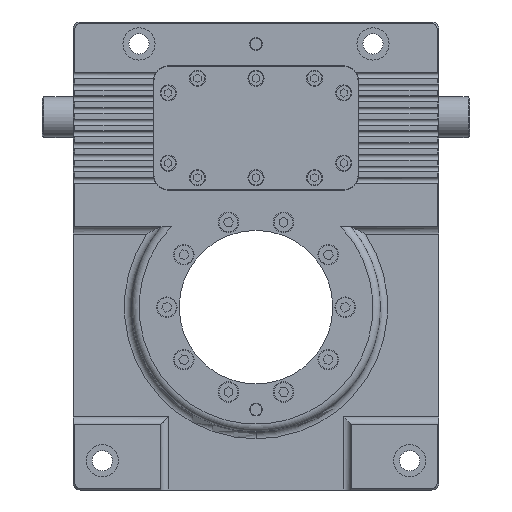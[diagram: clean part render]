
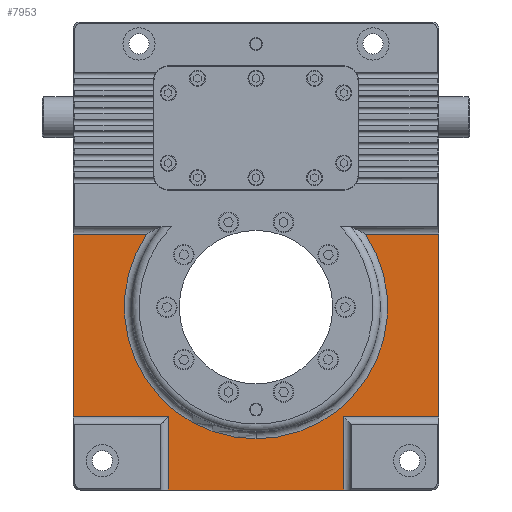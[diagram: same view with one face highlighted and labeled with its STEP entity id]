
A CAD part, front view. The second image highlights one B-rep face of the part: STEP entity #7953.
In plain terms, the highlighted planar face has unit normal (0, -1, 0).
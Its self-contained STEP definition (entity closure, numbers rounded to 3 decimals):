
#35 = VECTOR ( 'NONE', #41891, 1000. ) ;
#2091 = LINE ( 'NONE', #43261, #19943 ) ;
#2777 = AXIS2_PLACEMENT_3D ( 'NONE', #43465, #43008, #21678 ) ;
#3628 = FACE_OUTER_BOUND ( 'NONE', #10477, .T. ) ;
#4378 = ORIENTED_EDGE ( 'NONE', *, *, #12700, .T. ) ;
#5049 = LINE ( 'NONE', #13142, #33544 ) ;
#5074 = DIRECTION ( 'NONE',  ( 0., 0., -1. ) ) ;
#5464 = VECTOR ( 'NONE', #5074, 1000. ) ;
#6066 = VECTOR ( 'NONE', #35867, 1000. ) ;
#6284 = VERTEX_POINT ( 'NONE', #16769 ) ;
#7777 = PLANE ( 'NONE',  #2777 ) ;
#7855 = DIRECTION ( 'NONE',  ( 0., 0., -1. ) ) ;
#7953 = ADVANCED_FACE ( 'NONE', ( #3628 ), #7777, .T. ) ;
#9162 = AXIS2_PLACEMENT_3D ( 'NONE', #14866, #43400, #29257 ) ;
#9569 = LINE ( 'NONE', #30835, #35 ) ;
#9761 = ORIENTED_EDGE ( 'NONE', *, *, #41124, .T. ) ;
#10271 = LINE ( 'NONE', #17280, #18612 ) ;
#10368 = VERTEX_POINT ( 'NONE', #31906 ) ;
#10477 = EDGE_LOOP ( 'NONE', ( #25964, #32226, #9761, #18329, #25514, #4378, #24883, #30844, #26552, #27850, #30995 ) ) ;
#10485 = EDGE_CURVE ( 'NONE', #36047, #28040, #19038, .T. ) ;
#11081 = LINE ( 'NONE', #43322, #6066 ) ;
#11799 = EDGE_CURVE ( 'NONE', #33203, #45115, #11081, .T. ) ;
#12700 = EDGE_CURVE ( 'NONE', #28040, #26554, #32325, .T. ) ;
#13111 = DIRECTION ( 'NONE',  ( 1., 0., 0. ) ) ;
#13142 = CARTESIAN_POINT ( 'NONE',  ( 0., -45., -110. ) ) ;
#13534 = EDGE_CURVE ( 'NONE', #43944, #33203, #33367, .T. ) ;
#13885 = EDGE_CURVE ( 'NONE', #45115, #10368, #40020, .T. ) ;
#14807 = LINE ( 'NONE', #34498, #39348 ) ;
#14866 = CARTESIAN_POINT ( 'NONE',  ( 0., -45., -35. ) ) ;
#16125 = DIRECTION ( 'NONE',  ( -1., 0., 0. ) ) ;
#16433 = CARTESIAN_POINT ( 'NONE',  ( 0., -45., 15. ) ) ;
#16769 = CARTESIAN_POINT ( 'NONE',  ( 60., -45., -110. ) ) ;
#17280 = CARTESIAN_POINT ( 'NONE',  ( 125., -45., -115. ) ) ;
#18329 = ORIENTED_EDGE ( 'NONE', *, *, #35186, .T. ) ;
#18515 = VERTEX_POINT ( 'NONE', #27590 ) ;
#18612 = VECTOR ( 'NONE', #20895, 1000. ) ;
#19038 = CIRCLE ( 'NONE', #9162, 90. ) ;
#19943 = VECTOR ( 'NONE', #32528, 1000. ) ;
#20895 = DIRECTION ( 'NONE',  ( 0., 0., 1. ) ) ;
#21678 = DIRECTION ( 'NONE',  ( 0., 0., -1. ) ) ;
#24273 = DIRECTION ( 'NONE',  ( 0., 1., 0. ) ) ;
#24439 = CARTESIAN_POINT ( 'NONE',  ( -125., -45., 15. ) ) ;
#24883 = ORIENTED_EDGE ( 'NONE', *, *, #30148, .T. ) ;
#25514 = ORIENTED_EDGE ( 'NONE', *, *, #10485, .T. ) ;
#25734 = CARTESIAN_POINT ( 'NONE',  ( 60., -45., -160. ) ) ;
#25761 = EDGE_CURVE ( 'NONE', #10368, #45257, #14807, .T. ) ;
#25964 = ORIENTED_EDGE ( 'NONE', *, *, #28671, .T. ) ;
#25985 = CARTESIAN_POINT ( 'NONE',  ( 0., -45., -35. ) ) ;
#26074 = CARTESIAN_POINT ( 'NONE',  ( 0., -45., -125. ) ) ;
#26552 = ORIENTED_EDGE ( 'NONE', *, *, #11799, .T. ) ;
#26554 = VERTEX_POINT ( 'NONE', #44773 ) ;
#26787 = CARTESIAN_POINT ( 'NONE',  ( -125., -45., -115. ) ) ;
#27590 = CARTESIAN_POINT ( 'NONE',  ( 125., -45., 15. ) ) ;
#27749 = AXIS2_PLACEMENT_3D ( 'NONE', #25985, #24273, #41263 ) ;
#27850 = ORIENTED_EDGE ( 'NONE', *, *, #13885, .T. ) ;
#28040 = VERTEX_POINT ( 'NONE', #26074 ) ;
#28671 = EDGE_CURVE ( 'NONE', #45257, #6284, #9569, .T. ) ;
#29257 = DIRECTION ( 'NONE',  ( 0., 0., -1. ) ) ;
#30148 = EDGE_CURVE ( 'NONE', #26554, #43944, #40753, .T. ) ;
#30835 = CARTESIAN_POINT ( 'NONE',  ( 60., -45., -35. ) ) ;
#30844 = ORIENTED_EDGE ( 'NONE', *, *, #13534, .T. ) ;
#30995 = ORIENTED_EDGE ( 'NONE', *, *, #25761, .T. ) ;
#31906 = CARTESIAN_POINT ( 'NONE',  ( -60., -45., -160. ) ) ;
#32226 = ORIENTED_EDGE ( 'NONE', *, *, #42799, .T. ) ;
#32325 = CIRCLE ( 'NONE', #27749, 90. ) ;
#32528 = DIRECTION ( 'NONE',  ( -1., 0., 0. ) ) ;
#33203 = VERTEX_POINT ( 'NONE', #36137 ) ;
#33367 = LINE ( 'NONE', #26787, #5464 ) ;
#33544 = VECTOR ( 'NONE', #34529, 1000. ) ;
#34498 = CARTESIAN_POINT ( 'NONE',  ( 65., -45., -160. ) ) ;
#34529 = DIRECTION ( 'NONE',  ( 1., 0., 0. ) ) ;
#35186 = EDGE_CURVE ( 'NONE', #18515, #36047, #2091, .T. ) ;
#35867 = DIRECTION ( 'NONE',  ( 1., 0., 0. ) ) ;
#35869 = CARTESIAN_POINT ( 'NONE',  ( -60., -45., -110. ) ) ;
#36047 = VERTEX_POINT ( 'NONE', #38546 ) ;
#36137 = CARTESIAN_POINT ( 'NONE',  ( -125., -45., -110. ) ) ;
#36880 = VERTEX_POINT ( 'NONE', #41343 ) ;
#38546 = CARTESIAN_POINT ( 'NONE',  ( 74.833, -45., 15. ) ) ;
#38904 = VECTOR ( 'NONE', #7855, 1000. ) ;
#39348 = VECTOR ( 'NONE', #13111, 1000. ) ;
#40020 = LINE ( 'NONE', #43233, #38904 ) ;
#40753 = LINE ( 'NONE', #16433, #41866 ) ;
#41124 = EDGE_CURVE ( 'NONE', #36880, #18515, #10271, .T. ) ;
#41263 = DIRECTION ( 'NONE',  ( 0., 0., -1. ) ) ;
#41343 = CARTESIAN_POINT ( 'NONE',  ( 125., -45., -110. ) ) ;
#41866 = VECTOR ( 'NONE', #16125, 1000. ) ;
#41891 = DIRECTION ( 'NONE',  ( 0., 0., 1. ) ) ;
#42799 = EDGE_CURVE ( 'NONE', #6284, #36880, #5049, .T. ) ;
#43008 = DIRECTION ( 'NONE',  ( 0., -1., 0. ) ) ;
#43233 = CARTESIAN_POINT ( 'NONE',  ( -60., -45., -35. ) ) ;
#43261 = CARTESIAN_POINT ( 'NONE',  ( 0., -45., 15. ) ) ;
#43322 = CARTESIAN_POINT ( 'NONE',  ( 0., -45., -110. ) ) ;
#43400 = DIRECTION ( 'NONE',  ( 0., 1., 0. ) ) ;
#43465 = CARTESIAN_POINT ( 'NONE',  ( 0., -45., -35. ) ) ;
#43944 = VERTEX_POINT ( 'NONE', #24439 ) ;
#44773 = CARTESIAN_POINT ( 'NONE',  ( -74.833, -45., 15. ) ) ;
#45115 = VERTEX_POINT ( 'NONE', #35869 ) ;
#45257 = VERTEX_POINT ( 'NONE', #25734 ) ;
